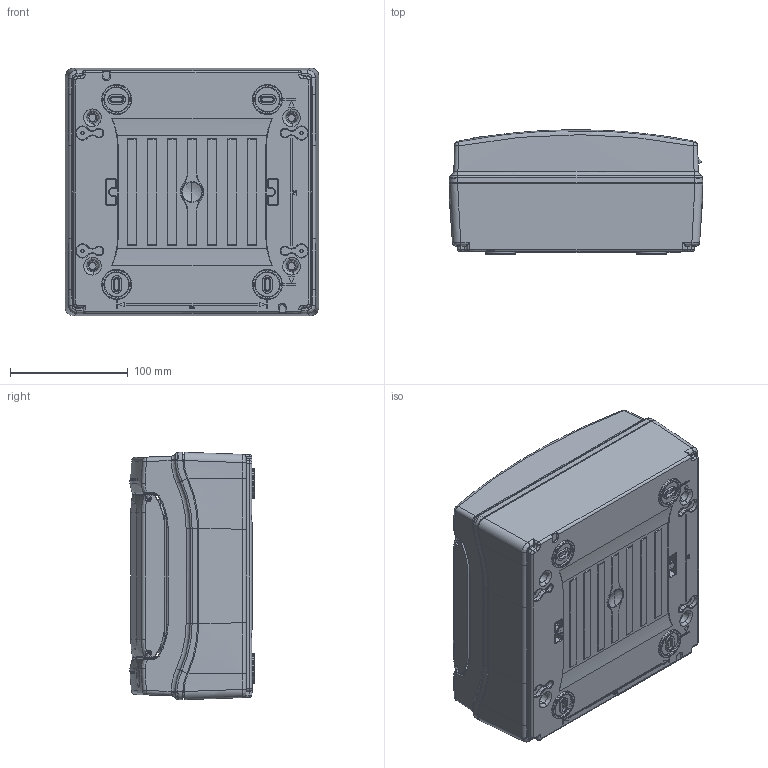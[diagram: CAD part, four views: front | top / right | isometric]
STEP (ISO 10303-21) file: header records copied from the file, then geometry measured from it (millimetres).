
FILE_DESCRIPTION (( 'STEP AP203' ), '1' );
FILE_NAME ('85608.STEP', '2016-03-10T11:42:17', ( '1' ), ( '' ), 'SwSTEP 2.0', 'SolidWorks 2012', '' );
FILE_SCHEMA (( 'CONFIG_CONTROL_DESIGN' ));
Products named in the file (8): 85608; MSBR-7-3; MSBR-6-3; MSBR-5-3; MSBR-4-3; MSBR-3-3; MSBR-2-3; MSBR-1-3
Assembly tree (7 placements, depth 2):
  85608
    MSBR-1-3
    MSBR-2-3
    MSBR-3-3
    MSBR-4-3
    MSBR-5-3
    MSBR-6-3
    MSBR-7-3
Bounding box: 215 x 105.51 x 210 mm (x, y, z)
Volume: 317058.7 mm3; surface area: 539505.4 mm2
Topology: 7 solids, 9 shells, 3208 faces, 8319 edges, 5232 vertices
Faces by surface type: bspline 994, plane 963, cylinder 792, cone 459
Entity records: 154803 total; most frequent: CARTESIAN_POINT 88072, ORIENTED_EDGE 16512, DIRECTION 9795, EDGE_CURVE 8258, VERTEX_POINT 5231, B_SPLINE_CURVE_WITH_KNOTS 3773, AXIS2_PLACEMENT_3D 3728, EDGE_LOOP 3408
